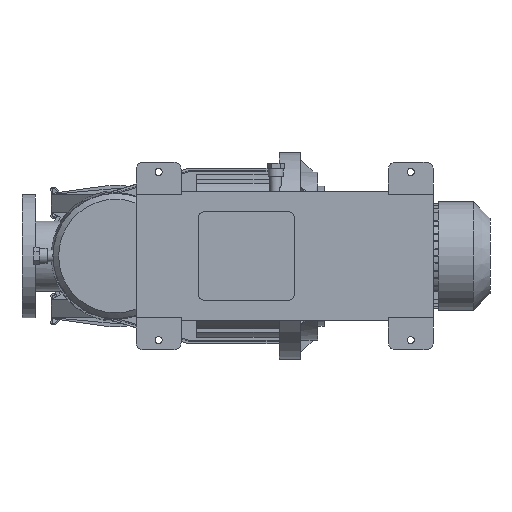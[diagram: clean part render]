
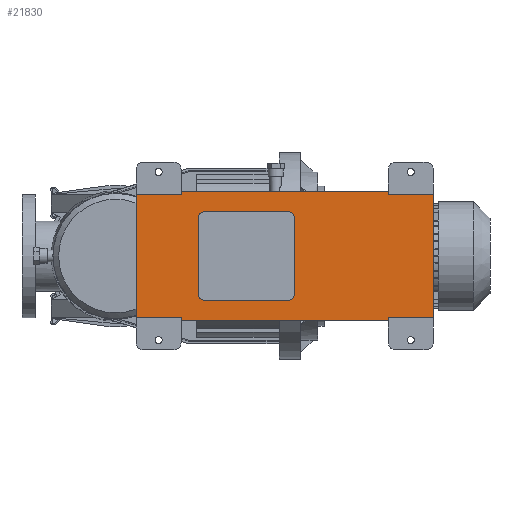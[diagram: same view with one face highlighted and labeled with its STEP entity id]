
A CAD part, front view. The second image highlights one B-rep face of the part: STEP entity #21830.
In plain terms, the highlighted planar face has unit normal (0, -1, 0).
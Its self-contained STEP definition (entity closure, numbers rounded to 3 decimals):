
#720=CIRCLE('',#22697,10.);
#722=CIRCLE('',#22700,10.);
#724=CIRCLE('',#22703,10.);
#726=CIRCLE('',#22706,10.);
#1596=ORIENTED_EDGE('',*,*,#6051,.T.);
#1597=ORIENTED_EDGE('',*,*,#6071,.T.);
#1598=ORIENTED_EDGE('',*,*,#6105,.F.);
#1599=ORIENTED_EDGE('',*,*,#6100,.T.);
#1600=ORIENTED_EDGE('',*,*,#6081,.T.);
#1601=ORIENTED_EDGE('',*,*,#6106,.T.);
#1602=ORIENTED_EDGE('',*,*,#6090,.T.);
#1603=ORIENTED_EDGE('',*,*,#6096,.T.);
#1604=ORIENTED_EDGE('',*,*,#6107,.F.);
#1605=ORIENTED_EDGE('',*,*,#6065,.T.);
#1606=ORIENTED_EDGE('',*,*,#6060,.T.);
#1607=ORIENTED_EDGE('',*,*,#6108,.T.);
#1608=ORIENTED_EDGE('',*,*,#6043,.T.);
#1609=ORIENTED_EDGE('',*,*,#5926,.T.);
#1610=ORIENTED_EDGE('',*,*,#6042,.T.);
#1611=ORIENTED_EDGE('',*,*,#5930,.T.);
#1612=ORIENTED_EDGE('',*,*,#6041,.T.);
#1613=ORIENTED_EDGE('',*,*,#5922,.T.);
#1614=ORIENTED_EDGE('',*,*,#6044,.T.);
#1615=ORIENTED_EDGE('',*,*,#5934,.T.);
#5922=EDGE_CURVE('',#8239,#8238,#720,.T.);
#5926=EDGE_CURVE('',#8243,#8242,#722,.T.);
#5930=EDGE_CURVE('',#8247,#8246,#724,.T.);
#5934=EDGE_CURVE('',#8251,#8250,#726,.T.);
#6041=EDGE_CURVE('',#8246,#8239,#9854,.T.);
#6042=EDGE_CURVE('',#8242,#8247,#9855,.T.);
#6043=EDGE_CURVE('',#8250,#8243,#9856,.T.);
#6044=EDGE_CURVE('',#8238,#8251,#9857,.T.);
#6051=EDGE_CURVE('',#8332,#8333,#9862,.T.);
#6060=EDGE_CURVE('',#8338,#8339,#9869,.T.);
#6065=EDGE_CURVE('',#8341,#8338,#9874,.T.);
#6071=EDGE_CURVE('',#8333,#8344,#9880,.T.);
#6081=EDGE_CURVE('',#8350,#8351,#9888,.T.);
#6090=EDGE_CURVE('',#8356,#8357,#9895,.T.);
#6096=EDGE_CURVE('',#8357,#8359,#9901,.T.);
#6100=EDGE_CURVE('',#8362,#8350,#9905,.T.);
#6105=EDGE_CURVE('',#8362,#8344,#9910,.T.);
#6106=EDGE_CURVE('',#8351,#8356,#9911,.T.);
#6107=EDGE_CURVE('',#8341,#8359,#9912,.T.);
#6108=EDGE_CURVE('',#8339,#8332,#9913,.T.);
#8238=VERTEX_POINT('',#28692);
#8239=VERTEX_POINT('',#28694);
#8242=VERTEX_POINT('',#28701);
#8243=VERTEX_POINT('',#28703);
#8246=VERTEX_POINT('',#28710);
#8247=VERTEX_POINT('',#28712);
#8250=VERTEX_POINT('',#28719);
#8251=VERTEX_POINT('',#28721);
#8332=VERTEX_POINT('',#28957);
#8333=VERTEX_POINT('',#28958);
#8338=VERTEX_POINT('',#28975);
#8339=VERTEX_POINT('',#28976);
#8341=VERTEX_POINT('',#28985);
#8344=VERTEX_POINT('',#28995);
#8350=VERTEX_POINT('',#29017);
#8351=VERTEX_POINT('',#29018);
#8356=VERTEX_POINT('',#29035);
#8357=VERTEX_POINT('',#29036);
#8359=VERTEX_POINT('',#29045);
#8362=VERTEX_POINT('',#29055);
#9854=LINE('',#28936,#11280);
#9855=LINE('',#28938,#11281);
#9856=LINE('',#28940,#11282);
#9857=LINE('',#28942,#11283);
#9862=LINE('',#28956,#11288);
#9869=LINE('',#28974,#11295);
#9874=LINE('',#28984,#11300);
#9880=LINE('',#28996,#11306);
#9888=LINE('',#29016,#11314);
#9895=LINE('',#29034,#11321);
#9901=LINE('',#29046,#11327);
#9905=LINE('',#29054,#11331);
#9910=LINE('',#29064,#11336);
#9911=LINE('',#29065,#11337);
#9912=LINE('',#29066,#11338);
#9913=LINE('',#29067,#11339);
#11280=VECTOR('',#24461,1000.);
#11281=VECTOR('',#24464,1000.);
#11282=VECTOR('',#24467,1000.);
#11283=VECTOR('',#24470,1000.);
#11288=VECTOR('',#24485,1000.);
#11295=VECTOR('',#24502,1000.);
#11300=VECTOR('',#24511,1000.);
#11306=VECTOR('',#24521,1000.);
#11314=VECTOR('',#24543,1000.);
#11321=VECTOR('',#24560,1000.);
#11327=VECTOR('',#24570,1000.);
#11331=VECTOR('',#24578,1000.);
#11336=VECTOR('',#24589,1000.);
#11337=VECTOR('',#24590,1000.);
#11338=VECTOR('',#24591,1000.);
#11339=VECTOR('',#24592,1000.);
#12675=EDGE_LOOP('',(#1596,#1597,#1598,#1599,#1600,#1601,#1602,#1603,#1604,
#1605,#1606,#1607));
#12676=EDGE_LOOP('',(#1608,#1609,#1610,#1611,#1612,#1613,#1614,#1615));
#13770=FACE_BOUND('',#12675,.T.);
#13771=FACE_BOUND('',#12676,.T.);
#14828=PLANE('',#22804);
#21830=ADVANCED_FACE('',(#13770,#13771),#14828,.F.);
#22697=AXIS2_PLACEMENT_3D('',#28693,#24235,#24236);
#22700=AXIS2_PLACEMENT_3D('',#28702,#24243,#24244);
#22703=AXIS2_PLACEMENT_3D('',#28711,#24251,#24252);
#22706=AXIS2_PLACEMENT_3D('',#28720,#24259,#24260);
#22804=AXIS2_PLACEMENT_3D('',#29063,#24587,#24588);
#24235=DIRECTION('',(0.,1.,0.));
#24236=DIRECTION('',(0.,0.,1.));
#24243=DIRECTION('',(0.,1.,0.));
#24244=DIRECTION('',(0.,0.,1.));
#24251=DIRECTION('',(0.,1.,0.));
#24252=DIRECTION('',(0.,0.,1.));
#24259=DIRECTION('',(0.,1.,0.));
#24260=DIRECTION('',(0.,0.,1.));
#24461=DIRECTION('',(-1.,0.,0.));
#24464=DIRECTION('',(0.,0.,-1.));
#24467=DIRECTION('',(1.,0.,0.));
#24470=DIRECTION('',(0.,0.,1.));
#24485=DIRECTION('',(1.,0.,0.));
#24502=DIRECTION('',(-1.,0.,0.));
#24511=DIRECTION('',(0.,0.,-1.));
#24521=DIRECTION('',(0.,0.,-1.));
#24543=DIRECTION('',(1.,0.,0.));
#24560=DIRECTION('',(-1.,0.,0.));
#24570=DIRECTION('',(0.,0.,1.));
#24578=DIRECTION('',(0.,0.,1.));
#24587=DIRECTION('',(0.,1.,0.));
#24588=DIRECTION('',(0.,0.,1.));
#24589=DIRECTION('',(-1.,0.,0.));
#24590=DIRECTION('',(0.,0.,1.));
#24591=DIRECTION('',(1.,0.,0.));
#24592=DIRECTION('',(0.,0.,-1.));
#28692=CARTESIAN_POINT('',(-154.,0.,-69.));
#28693=CARTESIAN_POINT('',(-144.,0.,-69.));
#28694=CARTESIAN_POINT('',(-144.,0.,-79.));
#28701=CARTESIAN_POINT('',(17.,0.,69.));
#28702=CARTESIAN_POINT('',(7.,0.,69.));
#28703=CARTESIAN_POINT('',(7.,0.,79.));
#28710=CARTESIAN_POINT('',(7.,0.,-79.));
#28711=CARTESIAN_POINT('',(7.,0.,-69.));
#28712=CARTESIAN_POINT('',(17.,0.,-69.));
#28719=CARTESIAN_POINT('',(-144.,0.,79.));
#28720=CARTESIAN_POINT('',(-144.,0.,69.));
#28721=CARTESIAN_POINT('',(-154.,0.,69.));
#28936=CARTESIAN_POINT('',(17.,0.,-79.));
#28938=CARTESIAN_POINT('',(17.,0.,79.));
#28940=CARTESIAN_POINT('',(-154.,0.,79.));
#28942=CARTESIAN_POINT('',(-154.,0.,-79.));
#28956=CARTESIAN_POINT('',(-265.,0.,-110.));
#28957=CARTESIAN_POINT('',(-265.,0.,-110.));
#28958=CARTESIAN_POINT('',(-185.,0.,-110.));
#28974=CARTESIAN_POINT('',(-185.,0.,110.));
#28975=CARTESIAN_POINT('',(-185.,0.,110.));
#28976=CARTESIAN_POINT('',(-265.,0.,110.));
#28984=CARTESIAN_POINT('',(-185.,0.,167.5));
#28985=CARTESIAN_POINT('',(-185.,0.,115.));
#28995=CARTESIAN_POINT('',(-185.,0.,-115.));
#28996=CARTESIAN_POINT('',(-185.,0.,-110.));
#29016=CARTESIAN_POINT('',(185.,0.,-110.));
#29017=CARTESIAN_POINT('',(185.,0.,-110.));
#29018=CARTESIAN_POINT('',(265.,0.,-110.));
#29034=CARTESIAN_POINT('',(185.,0.,110.));
#29035=CARTESIAN_POINT('',(265.,0.,110.));
#29036=CARTESIAN_POINT('',(185.,0.,110.));
#29045=CARTESIAN_POINT('',(185.,0.,115.));
#29046=CARTESIAN_POINT('',(185.,0.,110.));
#29054=CARTESIAN_POINT('',(185.,0.,-167.5));
#29055=CARTESIAN_POINT('',(185.,0.,-115.));
#29063=CARTESIAN_POINT('',(0.,0.,0.));
#29064=CARTESIAN_POINT('',(265.,0.,-115.));
#29065=CARTESIAN_POINT('',(265.,0.,0.));
#29066=CARTESIAN_POINT('',(-265.,0.,115.));
#29067=CARTESIAN_POINT('',(-265.,0.,0.));
